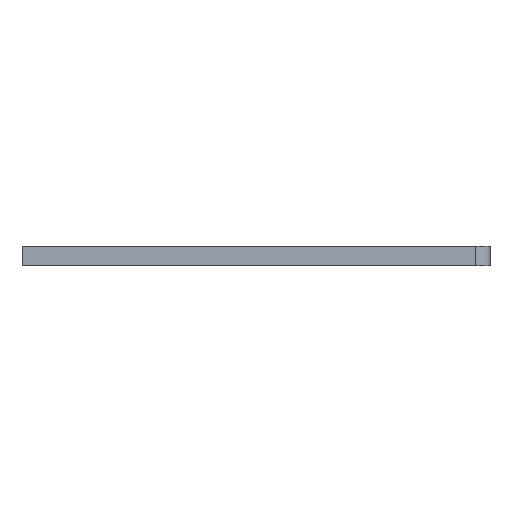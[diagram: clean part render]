
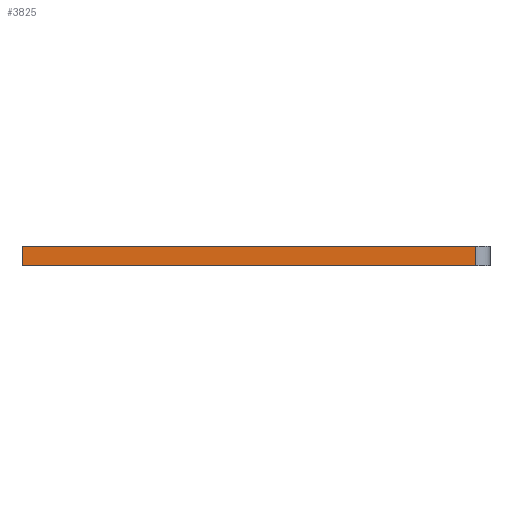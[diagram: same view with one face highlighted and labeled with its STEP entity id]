
A CAD part, front view. The second image highlights one B-rep face of the part: STEP entity #3825.
In plain terms, the highlighted planar face has unit normal (0, -1, 0).
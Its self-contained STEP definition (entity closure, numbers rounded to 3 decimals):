
#227 = VECTOR ( 'NONE', #2468, 1000. ) ;
#286 = EDGE_LOOP ( 'NONE', ( #4069, #2008, #738, #1615 ) ) ;
#325 = EDGE_CURVE ( 'NONE', #651, #1918, #540, .T. ) ;
#342 = LINE ( 'NONE', #3001, #227 ) ;
#358 = CARTESIAN_POINT ( 'NONE',  ( 33.2, -87.2, 6.8 ) ) ;
#401 = EDGE_CURVE ( 'NONE', #651, #1897, #3850, .T. ) ;
#515 = CARTESIAN_POINT ( 'NONE',  ( -121.8, -87.2, 6.8 ) ) ;
#540 = LINE ( 'NONE', #1048, #1379 ) ;
#651 = VERTEX_POINT ( 'NONE', #1978 ) ;
#738 = ORIENTED_EDGE ( 'NONE', *, *, #401, .F. ) ;
#1007 = DIRECTION ( 'NONE',  ( 1., 0., 0. ) ) ;
#1048 = CARTESIAN_POINT ( 'NONE',  ( -121.8, -87.2, 6.8 ) ) ;
#1379 = VECTOR ( 'NONE', #2098, 1000. ) ;
#1568 = VECTOR ( 'NONE', #1701, 1000. ) ;
#1615 = ORIENTED_EDGE ( 'NONE', *, *, #325, .T. ) ;
#1668 = DIRECTION ( 'NONE',  ( 0., 1., 0. ) ) ;
#1701 = DIRECTION ( 'NONE',  ( 0., 0., 1. ) ) ;
#1747 = CARTESIAN_POINT ( 'NONE',  ( -121.8, -87.2, 0. ) ) ;
#1897 = VERTEX_POINT ( 'NONE', #358 ) ;
#1918 = VERTEX_POINT ( 'NONE', #1747 ) ;
#1978 = CARTESIAN_POINT ( 'NONE',  ( -121.8, -87.2, 6.8 ) ) ;
#1984 = VECTOR ( 'NONE', #1007, 1000. ) ;
#2008 = ORIENTED_EDGE ( 'NONE', *, *, #2307, .T. ) ;
#2029 = DIRECTION ( 'NONE',  ( -1., 0., 0. ) ) ;
#2098 = DIRECTION ( 'NONE',  ( 0., 0., -1. ) ) ;
#2151 = CARTESIAN_POINT ( 'NONE',  ( 33.2, -87.2, 0. ) ) ;
#2307 = EDGE_CURVE ( 'NONE', #4204, #1897, #2721, .T. ) ;
#2465 = AXIS2_PLACEMENT_3D ( 'NONE', #2731, #1668, #2029 ) ;
#2468 = DIRECTION ( 'NONE',  ( 1., 0., 0. ) ) ;
#2721 = LINE ( 'NONE', #3797, #1568 ) ;
#2731 = CARTESIAN_POINT ( 'NONE',  ( -121.8, -87.2, 6.8 ) ) ;
#3001 = CARTESIAN_POINT ( 'NONE',  ( -121.8, -87.2, 0. ) ) ;
#3128 = EDGE_CURVE ( 'NONE', #1918, #4204, #342, .T. ) ;
#3797 = CARTESIAN_POINT ( 'NONE',  ( 33.2, -87.2, 6.8 ) ) ;
#3825 = ADVANCED_FACE ( 'NONE', ( #4418 ), #4477, .F. ) ;
#3850 = LINE ( 'NONE', #515, #1984 ) ;
#4069 = ORIENTED_EDGE ( 'NONE', *, *, #3128, .T. ) ;
#4204 = VERTEX_POINT ( 'NONE', #2151 ) ;
#4418 = FACE_OUTER_BOUND ( 'NONE', #286, .T. ) ;
#4477 = PLANE ( 'NONE',  #2465 ) ;
